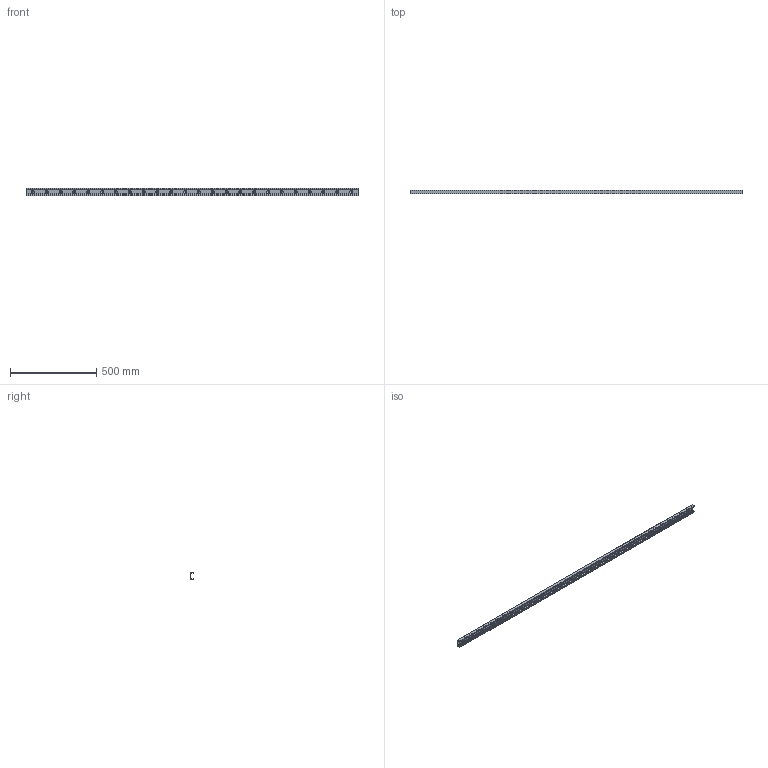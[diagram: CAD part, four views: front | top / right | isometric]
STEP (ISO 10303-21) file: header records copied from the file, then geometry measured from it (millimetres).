
FILE_DESCRIPTION((''),'2;1');
FILE_NAME('LCX 43-1920.V.stp','2016-04-28T14:50:39',('MRathmann'),(''),'Autodesk Inventor 2012','Autodesk Inventor 2012','');
FILE_SCHEMA(('CONFIG_CONTROL_DESIGN'));
Length unit declared in the file: millimetre
Products named in the file (1): LCX 43-1920.V
Bounding box: 1920 x 21 x 43 mm (x, y, z)
Volume: 656214.3 mm3; surface area: 305747.1 mm2
Topology: 1 solids, 1 shells, 76 faces, 198 edges, 124 vertices
Faces by surface type: cylinder 37, cone 24, plane 15
Full cylindrical faces by diameter (mm): 8.5 x24
Entity records: 2230 total; most frequent: DIRECTION 402, CARTESIAN_POINT 351, ORIENTED_EDGE 300, AXIS2_PLACEMENT_3D 175, EDGE_LOOP 172, EDGE_CURVE 150, VERTEX_POINT 124, CIRCLE 98
